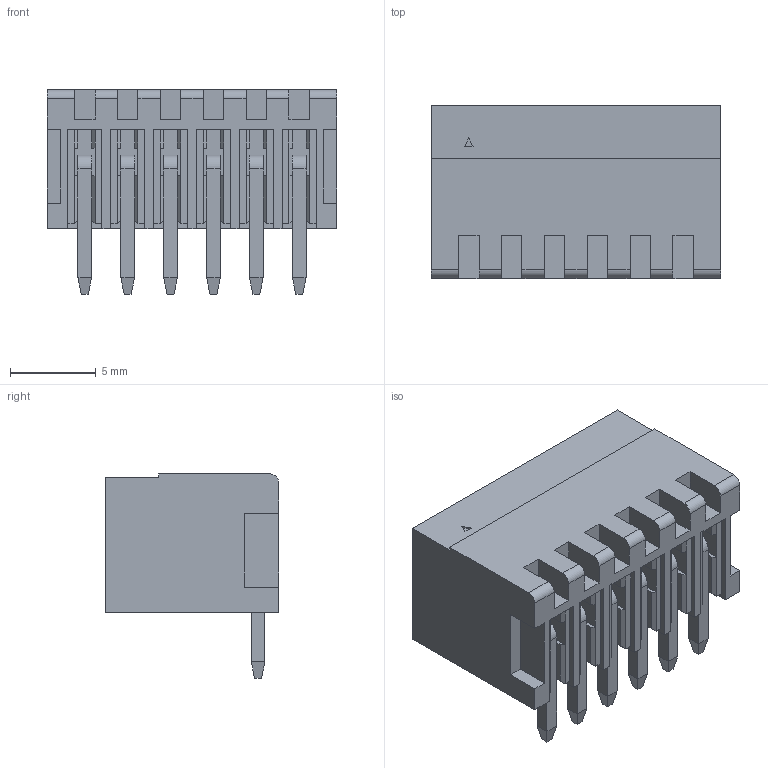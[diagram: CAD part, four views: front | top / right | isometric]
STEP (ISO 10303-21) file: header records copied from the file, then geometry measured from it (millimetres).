
FILE_DESCRIPTION (( 'STEP AP214' ), '1' );
FILE_NAME ('15EDGRC-2.5-06P-14-00AH.STEP', '2021-01-23T21:13:35', ( '' ), ( '' ), 'SwSTEP 2.0', 'SolidWorks 2020', '' );
FILE_SCHEMA (( 'AUTOMOTIVE_DESIGN' ));
Length unit declared in the file: millimetre
Products named in the file (1): 15EDGRC-2.5-06P-14-00AH
Bounding box: 16.9 x 10.1 x 11.9 mm (x, y, z)
Volume: 738.8 mm3; surface area: 1693.3 mm2
Topology: 1 solids, 1 shells, 850 faces, 2258 edges, 1446 vertices
Faces by surface type: plane 659, bspline 148, cylinder 31, torus 12
Entity records: 38097 total; most frequent: CARTESIAN_POINT 13375, ORIENTED_EDGE 4516, DIRECTION 3538, EDGE_CURVE 2258, VECTOR 1840, LINE 1840, VERTEX_POINT 1446, EDGE_LOOP 890
